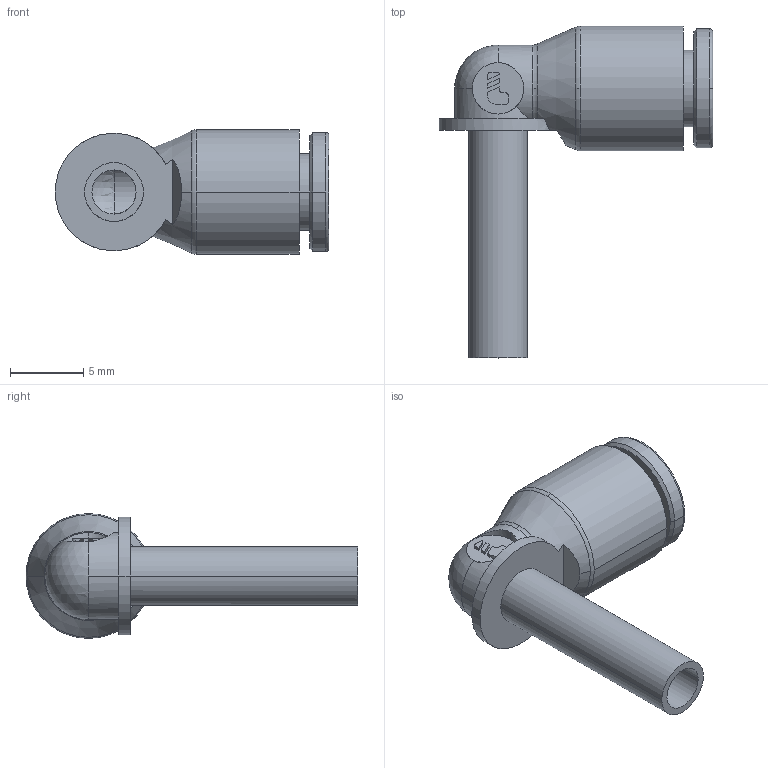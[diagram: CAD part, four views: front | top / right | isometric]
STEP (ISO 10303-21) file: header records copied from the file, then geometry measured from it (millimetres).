
FILE_DESCRIPTION(('STEP AP214'),'1');
FILE_NAME(' ',' ',('TraceParts'),('TraceParts S.A.'),'XStep 1.0',' ',' ');
FILE_SCHEMA(('automotive_design'));
Length unit declared in the file: millimetre
Products named in the file (1): 1
Bounding box: 18.62 x 22.6 x 8.5 mm (x, y, z)
Volume: 633.3 mm3; surface area: 1118.6 mm2
Topology: 1 solids, 1 shells, 66 faces, 177 edges, 114 vertices
Faces by surface type: cylinder 28, plane 24, torus 7, cone 4, sphere 3
Entity records: 1552 total; most frequent: CARTESIAN_POINT 351, ORIENTED_EDGE 344, EDGE_CURVE 172, VERTEX_POINT 114, AXIS2_PLACEMENT_3D 88, EDGE_LOOP 74, LINE 71, ADVANCED_FACE 66
